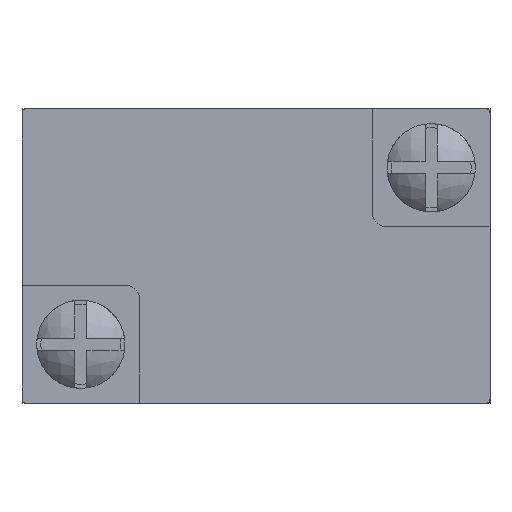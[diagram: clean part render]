
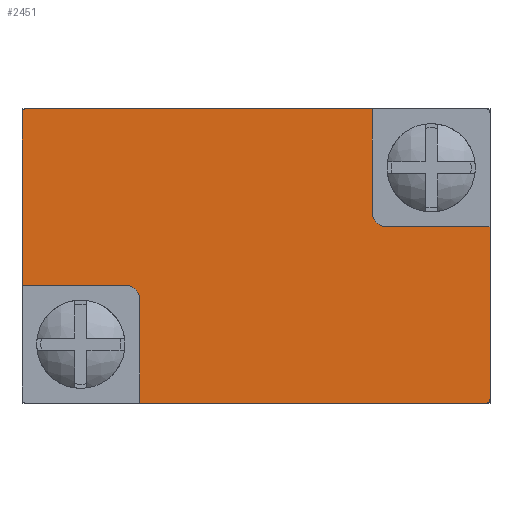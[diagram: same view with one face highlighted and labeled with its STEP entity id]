
A CAD part, front view. The second image highlights one B-rep face of the part: STEP entity #2451.
In plain terms, the highlighted planar face has unit normal (0, -1, 0).
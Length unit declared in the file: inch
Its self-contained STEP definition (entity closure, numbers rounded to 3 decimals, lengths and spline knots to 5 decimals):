
#46 = VECTOR ( 'NONE', #3542, 39.37008 ) ;
#67 = PLANE ( 'NONE',  #3371 ) ;
#90 = VECTOR ( 'NONE', #5365, 39.37008 ) ;
#149 = CARTESIAN_POINT ( 'NONE',  ( 0.67717, -0.26378, 0.43307 ) ) ;
#197 = LINE ( 'NONE', #2094, #46 ) ;
#277 = AXIS2_PLACEMENT_3D ( 'NONE', #5328, #2616, #5766 ) ;
#305 = DIRECTION ( 'NONE',  ( -1., 0., 0. ) ) ;
#330 = CARTESIAN_POINT ( 'NONE',  ( -0.67717, -0.26378, -0.43307 ) ) ;
#419 = DIRECTION ( 'NONE',  ( 0., 0., -1. ) ) ;
#472 = EDGE_LOOP ( 'NONE', ( #3640, #926, #1463, #5546, #4036, #1294, #2782, #4592, #693, #3154, #1617, #2048 ) ) ;
#693 = ORIENTED_EDGE ( 'NONE', *, *, #2555, .F. ) ;
#819 = EDGE_CURVE ( 'NONE', #1508, #5177, #5329, .T. ) ;
#827 = LINE ( 'NONE', #2145, #4420 ) ;
#926 = ORIENTED_EDGE ( 'NONE', *, *, #5695, .T. ) ;
#965 = VERTEX_POINT ( 'NONE', #4156 ) ;
#981 = AXIS2_PLACEMENT_3D ( 'NONE', #5494, #2790, #5933 ) ;
#1131 = EDGE_CURVE ( 'NONE', #1773, #5317, #4977, .T. ) ;
#1294 = ORIENTED_EDGE ( 'NONE', *, *, #3391, .F. ) ;
#1332 = VERTEX_POINT ( 'NONE', #3440 ) ;
#1333 = CARTESIAN_POINT ( 'NONE',  ( -0.67717, -0.26378, 0.42126 ) ) ;
#1346 = CARTESIAN_POINT ( 'NONE',  ( 0., -0.26378, 0.08661 ) ) ;
#1463 = ORIENTED_EDGE ( 'NONE', *, *, #819, .F. ) ;
#1492 = CARTESIAN_POINT ( 'NONE',  ( 0., -0.26378, 0. ) ) ;
#1508 = VERTEX_POINT ( 'NONE', #2726 ) ;
#1510 = DIRECTION ( 'NONE',  ( 0., 0., 1. ) ) ;
#1617 = ORIENTED_EDGE ( 'NONE', *, *, #3994, .F. ) ;
#1773 = VERTEX_POINT ( 'NONE', #4278 ) ;
#1778 = FACE_OUTER_BOUND ( 'NONE', #472, .T. ) ;
#1807 = DIRECTION ( 'NONE',  ( 0., 0., -1. ) ) ;
#1983 = EDGE_CURVE ( 'NONE', #2732, #3594, #827, .T. ) ;
#2048 = ORIENTED_EDGE ( 'NONE', *, *, #1131, .F. ) ;
#2094 = CARTESIAN_POINT ( 'NONE',  ( -0.68898, -0.26378, 0.42126 ) ) ;
#2145 = CARTESIAN_POINT ( 'NONE',  ( 0.68898, -0.26378, -0.42126 ) ) ;
#2451 = ADVANCED_FACE ( 'NONE', ( #1778 ), #67, .F. ) ;
#2517 = CARTESIAN_POINT ( 'NONE',  ( -0.67717, -0.26378, 0.43307 ) ) ;
#2551 = CARTESIAN_POINT ( 'NONE',  ( 0.38189, -0.26378, 0.12598 ) ) ;
#2555 = EDGE_CURVE ( 'NONE', #5247, #3863, #3865, .T. ) ;
#2616 = DIRECTION ( 'NONE',  ( 0., 1., 0. ) ) ;
#2726 = CARTESIAN_POINT ( 'NONE',  ( 0.67717, -0.26378, -0.43307 ) ) ;
#2732 = VERTEX_POINT ( 'NONE', #3160 ) ;
#2765 = VECTOR ( 'NONE', #4838, 39.37008 ) ;
#2782 = ORIENTED_EDGE ( 'NONE', *, *, #3922, .T. ) ;
#2790 = DIRECTION ( 'NONE',  ( 0., -1., 0. ) ) ;
#2904 = CIRCLE ( 'NONE', #5084, 0.03937 ) ;
#3041 = DIRECTION ( 'NONE',  ( 0., 0., -1. ) ) ;
#3154 = ORIENTED_EDGE ( 'NONE', *, *, #5015, .F. ) ;
#3160 = CARTESIAN_POINT ( 'NONE',  ( 0.68898, -0.26378, 0.08661 ) ) ;
#3371 = AXIS2_PLACEMENT_3D ( 'NONE', #1492, #4315, #1510 ) ;
#3391 = EDGE_CURVE ( 'NONE', #3570, #2732, #4405, .T. ) ;
#3440 = CARTESIAN_POINT ( 'NONE',  ( -0.34252, -0.26378, -0.12598 ) ) ;
#3500 = AXIS2_PLACEMENT_3D ( 'NONE', #1333, #4591, #1807 ) ;
#3542 = DIRECTION ( 'NONE',  ( 0., 0., 1. ) ) ;
#3546 = CIRCLE ( 'NONE', #3500, 0.01181 ) ;
#3570 = VERTEX_POINT ( 'NONE', #4507 ) ;
#3594 = VERTEX_POINT ( 'NONE', #5849 ) ;
#3640 = ORIENTED_EDGE ( 'NONE', *, *, #5926, .F. ) ;
#3757 = CARTESIAN_POINT ( 'NONE',  ( 0.34252, -0.26378, 0. ) ) ;
#3769 = VECTOR ( 'NONE', #419, 39.37008 ) ;
#3790 = VERTEX_POINT ( 'NONE', #4227 ) ;
#3863 = VERTEX_POINT ( 'NONE', #3883 ) ;
#3865 = LINE ( 'NONE', #149, #2765 ) ;
#3883 = CARTESIAN_POINT ( 'NONE',  ( 0.34252, -0.26378, 0.43307 ) ) ;
#3922 = EDGE_CURVE ( 'NONE', #3570, #965, #2904, .T. ) ;
#3994 = EDGE_CURVE ( 'NONE', #5317, #3790, #197, .T. ) ;
#4013 = EDGE_CURVE ( 'NONE', #3594, #1508, #4878, .T. ) ;
#4036 = ORIENTED_EDGE ( 'NONE', *, *, #1983, .F. ) ;
#4156 = CARTESIAN_POINT ( 'NONE',  ( 0.34252, -0.26378, 0.12598 ) ) ;
#4227 = CARTESIAN_POINT ( 'NONE',  ( -0.68898, -0.26378, 0.42126 ) ) ;
#4233 = EDGE_CURVE ( 'NONE', #3863, #965, #5363, .T. ) ;
#4278 = CARTESIAN_POINT ( 'NONE',  ( -0.38189, -0.26378, -0.08661 ) ) ;
#4285 = CARTESIAN_POINT ( 'NONE',  ( -0.34252, -0.26378, -0.43307 ) ) ;
#4315 = DIRECTION ( 'NONE',  ( 0., 1., 0. ) ) ;
#4405 = LINE ( 'NONE', #1346, #5584 ) ;
#4420 = VECTOR ( 'NONE', #5796, 39.37008 ) ;
#4507 = CARTESIAN_POINT ( 'NONE',  ( 0.38189, -0.26378, 0.08661 ) ) ;
#4591 = DIRECTION ( 'NONE',  ( 0., 1., 0. ) ) ;
#4592 = ORIENTED_EDGE ( 'NONE', *, *, #4233, .F. ) ;
#4609 = DIRECTION ( 'NONE',  ( 1., 0., 0. ) ) ;
#4653 = VECTOR ( 'NONE', #5168, 39.37008 ) ;
#4838 = DIRECTION ( 'NONE',  ( 1., 0., 0. ) ) ;
#4878 = CIRCLE ( 'NONE', #277, 0.01181 ) ;
#4977 = LINE ( 'NONE', #5718, #90 ) ;
#5015 = EDGE_CURVE ( 'NONE', #3790, #5247, #3546, .T. ) ;
#5084 = AXIS2_PLACEMENT_3D ( 'NONE', #2551, #5720, #3041 ) ;
#5168 = DIRECTION ( 'NONE',  ( 0., 0., -1. ) ) ;
#5177 = VERTEX_POINT ( 'NONE', #4285 ) ;
#5188 = VECTOR ( 'NONE', #305, 39.37008 ) ;
#5247 = VERTEX_POINT ( 'NONE', #2517 ) ;
#5317 = VERTEX_POINT ( 'NONE', #5721 ) ;
#5328 = CARTESIAN_POINT ( 'NONE',  ( 0.67717, -0.26378, -0.42126 ) ) ;
#5329 = LINE ( 'NONE', #330, #5188 ) ;
#5363 = LINE ( 'NONE', #3757, #3769 ) ;
#5365 = DIRECTION ( 'NONE',  ( -1., 0., 0. ) ) ;
#5494 = CARTESIAN_POINT ( 'NONE',  ( -0.38189, -0.26378, -0.12598 ) ) ;
#5546 = ORIENTED_EDGE ( 'NONE', *, *, #4013, .F. ) ;
#5584 = VECTOR ( 'NONE', #4609, 39.37008 ) ;
#5615 = CARTESIAN_POINT ( 'NONE',  ( -0.34252, -0.26378, -0.43307 ) ) ;
#5695 = EDGE_CURVE ( 'NONE', #1332, #5177, #5828, .T. ) ;
#5718 = CARTESIAN_POINT ( 'NONE',  ( 0., -0.26378, -0.08661 ) ) ;
#5720 = DIRECTION ( 'NONE',  ( 0., 1., 0. ) ) ;
#5721 = CARTESIAN_POINT ( 'NONE',  ( -0.68898, -0.26378, -0.08661 ) ) ;
#5766 = DIRECTION ( 'NONE',  ( 0., 0., -1. ) ) ;
#5796 = DIRECTION ( 'NONE',  ( 0., 0., -1. ) ) ;
#5828 = LINE ( 'NONE', #5615, #4653 ) ;
#5849 = CARTESIAN_POINT ( 'NONE',  ( 0.68898, -0.26378, -0.42126 ) ) ;
#5926 = EDGE_CURVE ( 'NONE', #1332, #1773, #5974, .T. ) ;
#5933 = DIRECTION ( 'NONE',  ( 0., 0., -1. ) ) ;
#5974 = CIRCLE ( 'NONE', #981, 0.03937 ) ;
